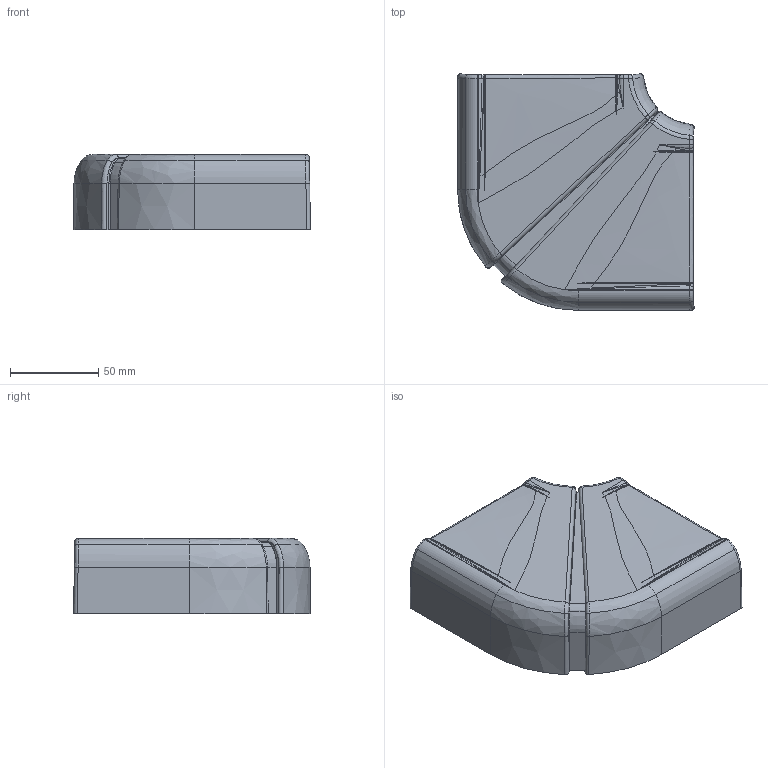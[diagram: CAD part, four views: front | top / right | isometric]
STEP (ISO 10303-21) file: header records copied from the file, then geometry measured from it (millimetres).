
FILE_DESCRIPTION (( 'STEP AP214' ), '1' );
FILE_NAME ('CKK-40D-P-100-040-K01 Ïëîñêèé èçìåíÿåìûé óãîë äëÿ Ê.Ê. Ïðàéìåð 100õ40.STEP', '2016-07-18T07:21:32', ( '' ), ( '' ), 'SwSTEP 2.0', 'SolidWorks 2014', '' );
FILE_SCHEMA (( 'AUTOMOTIVE_DESIGN' ));
Length unit declared in the file: millimetre
Products named in the file (1): CKK-40D-P-100-040-K01 Ïëîñêèé èçìåíÿåìûé óãîë äëÿ Ê.Ê. Ïðàéìåð 100õ40
Bounding box: 134.64 x 134.64 x 42.65 mm (x, y, z)
Volume: 55154.1 mm3; surface area: 57141.4 mm2
Topology: 2 solids, 2 shells, 348 faces, 913 edges, 566 vertices
Faces by surface type: bspline 216, plane 90, cylinder 34, cone 8
Entity records: 27389 total; most frequent: CARTESIAN_POINT 20747, ORIENTED_EDGE 1816, EDGE_CURVE 908, DIRECTION 611, B_SPLINE_CURVE_WITH_KNOTS 581, VERTEX_POINT 566, EDGE_LOOP 350, FACE_OUTER_BOUND 348
